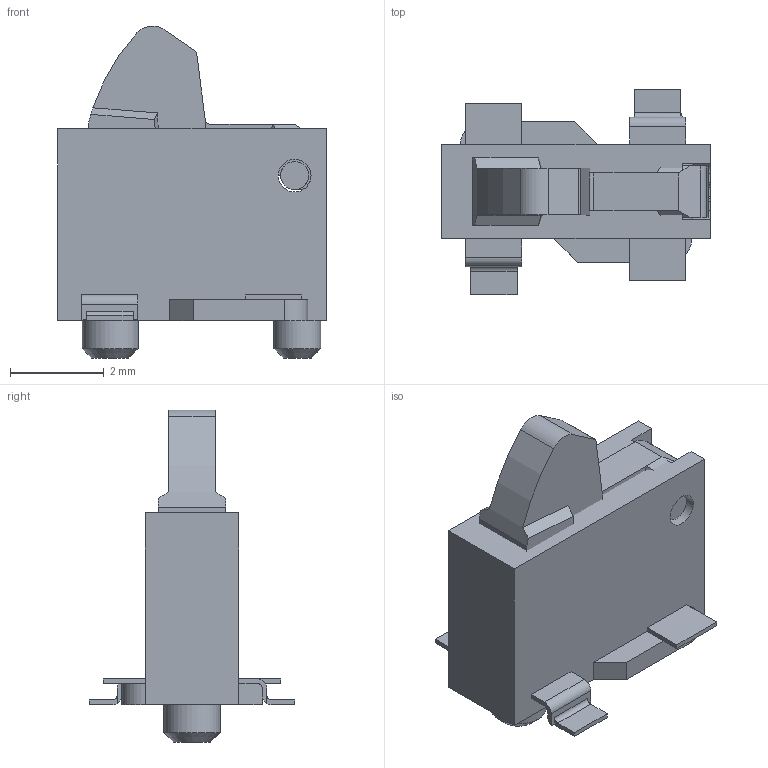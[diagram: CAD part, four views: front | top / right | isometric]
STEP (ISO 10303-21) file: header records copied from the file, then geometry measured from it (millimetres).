
FILE_DESCRIPTION(/* description */ (''),/* implementation_level */ '2;1');
FILE_NAME(/* name */ 'Panasonic - ESE22MV21.step',/* time_stamp */ '2020-04-02T16:37:42+01:00',/* author */ (''),/* organization */ (''),/* preprocessor_version */ 'ST-DEVELOPER v18',/* originating_system */ 'Autodesk Translation Framework v8.12.0.6',/* authorisation */ '');
FILE_SCHEMA (('AUTOMOTIVE_DESIGN { 1 0 10303 214 3 1 1 }'));
Length unit declared in the file: millimetre
Products named in the file (7): ESE22MV21; sw-3d-131-e22cs5aa-mv-sk-r00; sw-3d-131-e22ts16-mv-sk-r10; sw-3d-131-e22ts16-mv-sk-r10 (1); sw-3d-131-e22ts16-mv-sk-r10 (2); sw-3d-131-e22ts16-mv-sk-r10 (3); sw-3d-131-e22lv12a-sk-r14
Assembly tree (6 placements, depth 2):
  ESE22MV21
    sw-3d-131-e22cs5aa-mv-sk-r00
    sw-3d-131-e22ts16-mv-sk-r10
    sw-3d-131-e22ts16-mv-sk-r10 (1)
    sw-3d-131-e22ts16-mv-sk-r10 (2)
    sw-3d-131-e22ts16-mv-sk-r10 (3)
    sw-3d-131-e22lv12a-sk-r14
Bounding box: 5.75 x 4.4 x 7.1 mm (x, y, z)
Volume: 58.9 mm3; surface area: 150.8 mm2
Topology: 6 solids, 6 shells, 118 faces, 319 edges, 214 vertices
Faces by surface type: plane 91, cylinder 25, cone 2
Full cylindrical faces by diameter (mm): 0.6 x1, 0.7 x1, 1 x1, 1.2 x1
Entity records: 4034 total; most frequent: CARTESIAN_POINT 678, DIRECTION 653, ORIENTED_EDGE 638, EDGE_CURVE 319, LINE 243, VECTOR 243, VERTEX_POINT 214, AXIS2_PLACEMENT_3D 205
